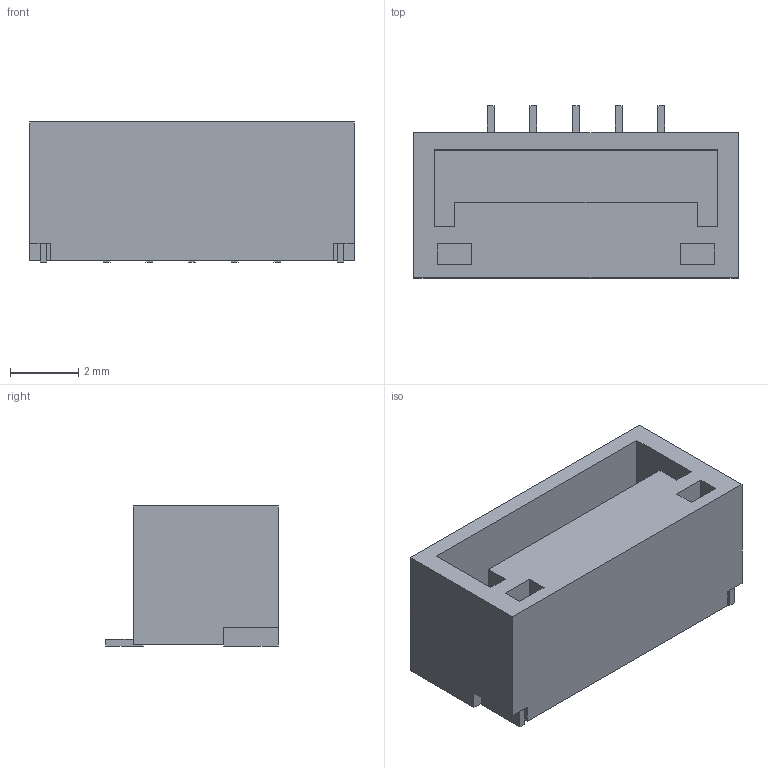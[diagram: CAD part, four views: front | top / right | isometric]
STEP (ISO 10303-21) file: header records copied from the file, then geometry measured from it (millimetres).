
FILE_DESCRIPTION (( 'STEP AP214' ), '1' );
FILE_NAME ('CONN-SMD_BM05B-GHS-TBT.step', '2022-08-01T06:08:43', ( '' ), ( '' ), 'SwSTEP 2.0', 'SolidWorks 2020', '' );
FILE_SCHEMA (( 'AUTOMOTIVE_DESIGN' ));
Length unit declared in the file: millimetre
Products named in the file (1): CONN-SMD_BM05B-GHS-TBT
Bounding box: 9.5 x 5.05 x 4.1 mm (x, y, z)
Volume: 119.7 mm3; surface area: 279.2 mm2
Topology: 14 solids, 14 shells, 304 faces, 815 edges, 542 vertices
Faces by surface type: plane 206, bspline 98
Entity records: 13418 total; most frequent: CARTESIAN_POINT 2968, ORIENTED_EDGE 1630, DIRECTION 1029, EDGE_CURVE 815, LINE 615, VECTOR 615, VERTEX_POINT 542, UNCERTAINTY_MEASURE_WITH_UNIT 320
